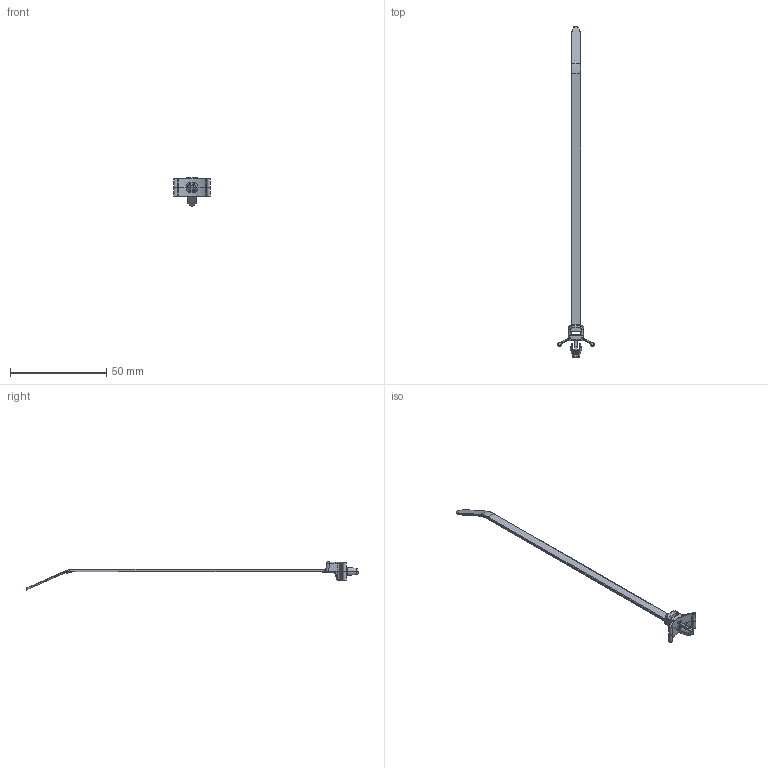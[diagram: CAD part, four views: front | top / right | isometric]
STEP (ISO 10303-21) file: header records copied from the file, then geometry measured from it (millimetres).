
FILE_DESCRIPTION(/* description */ (''),/* implementation_level */ '2;1');
FILE_NAME(/* name */ 'PANDUIT_PLWP1_5S.stp',/* time_stamp */ '2013-11-11T12:57:54-06:00',/* author */ (''),/* organization */ (''),/* preprocessor_version */ 'ST-DEVELOPER v11',/* originating_system */ 'SIEMENS PLM Software NX 7.5',/* authorisation */ '');
FILE_SCHEMA (('CONFIG_CONTROL_DESIGN'));
Length unit declared in the file: inch
Products named in the file (1): bwgA6D740j6
Bounding box: 19.05 x 172.72 x 14.65 mm (x, y, z)
Volume: 1482.6 mm3; surface area: 2669 mm2
Topology: 1 solids, 1 shells, 322 faces, 758 edges, 421 vertices
Faces by surface type: cylinder 89, bspline 87, plane 84, cone 22, torus 20, sphere 16, extrusion 4
Entity records: 10801 total; most frequent: CARTESIAN_POINT 3953, ORIENTED_EDGE 1484, DIRECTION 1349, EDGE_CURVE 742, AXIS2_PLACEMENT_3D 530, VERTEX_POINT 421, EDGE_LOOP 323, ADVANCED_FACE 322
